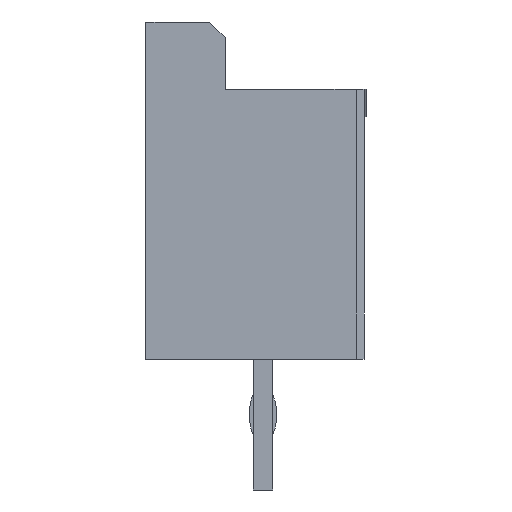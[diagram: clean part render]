
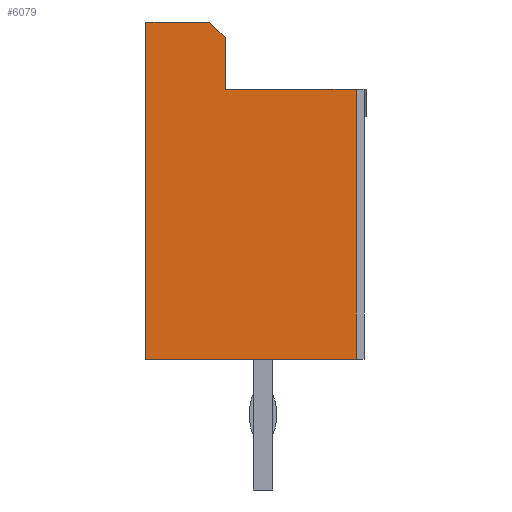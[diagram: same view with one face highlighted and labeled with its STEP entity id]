
A CAD part, left-side view. The second image highlights one B-rep face of the part: STEP entity #6079.
In plain terms, the highlighted planar face has unit normal (-1, 0, 0).
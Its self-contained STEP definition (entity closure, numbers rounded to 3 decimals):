
#365=FACE_OUTER_BOUND('',#709,.T.);
#709=EDGE_LOOP('',(#5387,#5388,#5389,#5390,#5391,#5392,#5393));
#730=LINE('',#7965,#1558);
#816=LINE('',#8137,#1644);
#876=LINE('',#8254,#1704);
#1457=LINE('',#9467,#2285);
#1465=LINE('',#9482,#2293);
#1471=LINE('',#9493,#2299);
#1535=LINE('',#9622,#2363);
#1558=VECTOR('',#6456,8.5);
#1644=VECTOR('',#6554,3.3);
#1704=VECTOR('',#6644,5.3);
#2285=VECTOR('',#7731,1.3);
#2293=VECTOR('',#7745,0.566);
#2299=VECTOR('',#7755,1.6);
#2363=VECTOR('',#7901,6.8);
#2386=VERTEX_POINT('',#7962);
#2387=VERTEX_POINT('',#7964);
#2466=VERTEX_POINT('',#8134);
#2467=VERTEX_POINT('',#8136);
#2509=VERTEX_POINT('',#8252);
#2888=VERTEX_POINT('',#9465);
#2892=VERTEX_POINT('',#9480);
#2932=EDGE_CURVE('',#2387,#2386,#730,.T.);
#3018=EDGE_CURVE('',#2467,#2466,#816,.T.);
#3078=EDGE_CURVE('',#2386,#2509,#876,.T.);
#3675=EDGE_CURVE('',#2466,#2888,#1457,.T.);
#3683=EDGE_CURVE('',#2888,#2892,#1465,.T.);
#3689=EDGE_CURVE('',#2387,#2892,#1471,.T.);
#3753=EDGE_CURVE('',#2467,#2509,#1535,.T.);
#5387=ORIENTED_EDGE('',*,*,#3018,.T.);
#5388=ORIENTED_EDGE('',*,*,#3675,.T.);
#5389=ORIENTED_EDGE('',*,*,#3683,.T.);
#5390=ORIENTED_EDGE('',*,*,#3689,.F.);
#5391=ORIENTED_EDGE('',*,*,#2932,.T.);
#5392=ORIENTED_EDGE('',*,*,#3078,.T.);
#5393=ORIENTED_EDGE('',*,*,#3753,.F.);
#5757=PLANE('',#6431);
#6079=ADVANCED_FACE('',(#365),#5757,.T.);
#6431=AXIS2_PLACEMENT_3D('',#9621,#7899,#7900);
#6456=DIRECTION('',(0.,0.,-1.));
#6554=DIRECTION('',(0.,1.,0.));
#6644=DIRECTION('',(0.,-1.,0.));
#7731=DIRECTION('',(0.,0.,1.));
#7745=DIRECTION('',(0.,0.707,0.707));
#7755=DIRECTION('',(0.,-1.,0.));
#7899=DIRECTION('center_axis',(-1.,0.,0.));
#7900=DIRECTION('ref_axis',(0.,0.,-1.));
#7901=DIRECTION('',(0.,0.,-1.));
#7962=CARTESIAN_POINT('',(-20.15,2.95,0.));
#7964=CARTESIAN_POINT('',(-20.15,2.95,8.5));
#7965=CARTESIAN_POINT('',(-20.15,2.95,8.5));
#8134=CARTESIAN_POINT('',(-20.15,0.95,6.8));
#8136=CARTESIAN_POINT('',(-20.15,-2.35,6.8));
#8137=CARTESIAN_POINT('',(-20.15,-2.35,6.8));
#8252=CARTESIAN_POINT('',(-20.15,-2.35,0.));
#8254=CARTESIAN_POINT('',(-20.15,2.95,0.));
#9465=CARTESIAN_POINT('',(-20.15,0.95,8.1));
#9467=CARTESIAN_POINT('',(-20.15,0.95,6.8));
#9480=CARTESIAN_POINT('',(-20.15,1.35,8.5));
#9482=CARTESIAN_POINT('',(-20.15,0.95,8.1));
#9493=CARTESIAN_POINT('',(-20.15,2.95,8.5));
#9621=CARTESIAN_POINT('Origin',(-20.15,2.95,8.5));
#9622=CARTESIAN_POINT('',(-20.15,-2.35,6.8));
